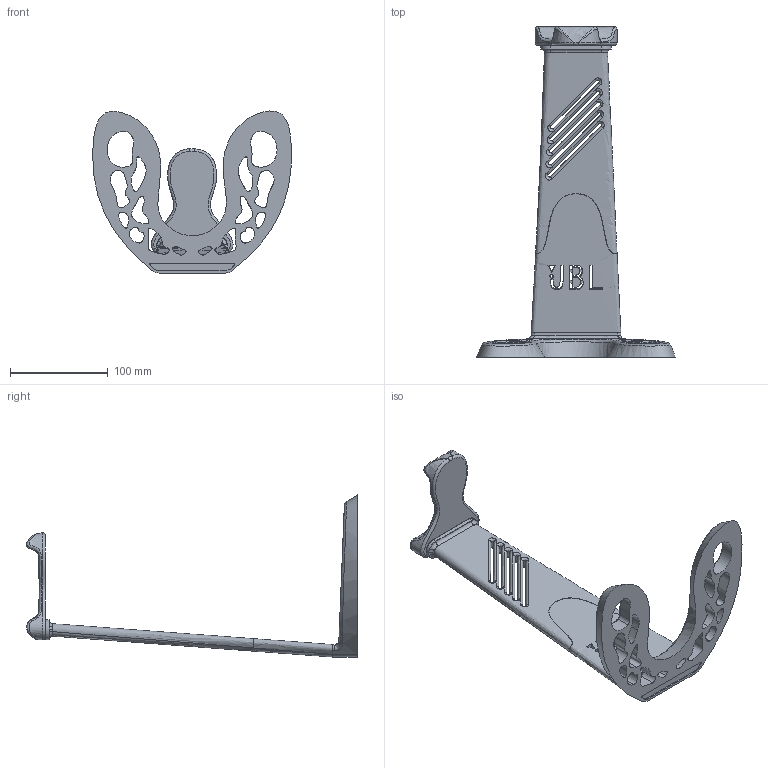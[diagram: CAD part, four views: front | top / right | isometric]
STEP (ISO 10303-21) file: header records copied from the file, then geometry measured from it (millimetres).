
FILE_DESCRIPTION(('FreeCAD Model'),'2;1');
FILE_NAME('Open CASCADE Shape Model','2025-05-03T18:55:52',('FreeCAD'),( 'FreeCAD'),'Open CASCADE STEP processor 7.6','FreeCAD','Unknown');
FILE_SCHEMA(('AUTOMOTIVE_DESIGN { 1 0 10303 214 1 1 1 1 }'));
Products named in the file (1): Open CASCADE STEP translator 7.6 1
Bounding box: 203.5 x 338.48 x 165.84 mm (x, y, z)
Volume: 601202.7 mm3; surface area: 153641.3 mm2
Topology: 4 solids, 4 shells, 352 faces, 975 edges, 620 vertices
Faces by surface type: bspline 352
Entity records: 33115 total; most frequent: CARTESIAN_POINT 27449, ORIENTED_EDGE 1950, EDGE_CURVE 975, B_SPLINE_CURVE_WITH_KNOTS 774, VERTEX_POINT 620, FACE_BOUND 399, EDGE_LOOP 399, ADVANCED_FACE 352
